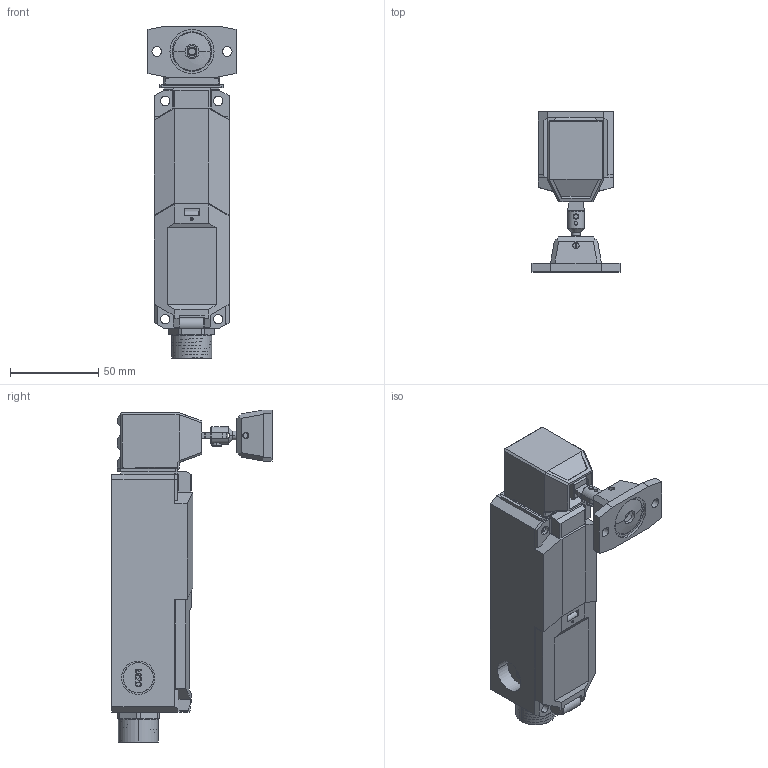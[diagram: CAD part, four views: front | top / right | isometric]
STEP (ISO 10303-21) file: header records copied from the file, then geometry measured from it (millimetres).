
FILE_DESCRIPTION((''),'2;1');
FILE_NAME('192571_ASM','2016-01-20T',('pdmadmin'),(''),'PRO/ENGINEER BY PARAMETRIC TECHNOLOGY CORPORATION, 2013230','PRO/ENGINEER BY PARAMETRIC TECHNOLOGY CORPORATION, 2013230','');
FILE_SCHEMA(('CONFIG_CONTROL_DESIGN'));
Products named in the file (23): SI_LS42_INTERLOCK_BODY_PART_4; SI_LS42_INTERLOCK_BODY_PART_14; SI_LS42_INTERLOCK_BODY_PART_1; SI_LS42_INTERLOCK_BODY_PART_13; SI_LS42_INTERLOCK_BODY_PART_12; SI_LS42_INTERLOCK_BODY_PART_11; SI_LS42_INTERLOCK_BODY_PART_5; SI_LS42_INTERLOCK_BODY_PART_7; SI_LS42_INTERLOCK_BODY_PART_15; 48562---SI-QM-SMFA__PART_1; 48562---SI-QM-SMFA__PART_2; 48562---SI-QM-SMFA__PART_3; 48562---SI-QM-SMFA__PART_4; 48562---SI-QM-SMFA__PART_5; 48562---SI-QM-SMFA__PART_4_ASM; 48562---SI-QM-SMFA__PART_6; 48562---SI-QM-SMFA__PART_7; 48562---SI-QM-SMFA__PART_8; 48562---SI-QM-SMFA__PART_9; 48562---SI-QM-SMFA__PART_10; 48562---SI-QM-SMFA_ASM; 65145; 192571_ASM
Assembly tree (22 placements, depth 4):
  192571_ASM
    SI_LS42_INTERLOCK_BODY_PART_4
    SI_LS42_INTERLOCK_BODY_PART_14
    SI_LS42_INTERLOCK_BODY_PART_1
    SI_LS42_INTERLOCK_BODY_PART_13
    SI_LS42_INTERLOCK_BODY_PART_12
    SI_LS42_INTERLOCK_BODY_PART_11
    SI_LS42_INTERLOCK_BODY_PART_5
    SI_LS42_INTERLOCK_BODY_PART_7
    SI_LS42_INTERLOCK_BODY_PART_15
    48562---SI-QM-SMFA_ASM
      48562---SI-QM-SMFA__PART_1
      48562---SI-QM-SMFA__PART_2
      48562---SI-QM-SMFA__PART_3
      48562---SI-QM-SMFA__PART_4_ASM
        48562---SI-QM-SMFA__PART_4
        48562---SI-QM-SMFA__PART_5
      48562---SI-QM-SMFA__PART_6
      48562---SI-QM-SMFA__PART_7
      48562---SI-QM-SMFA__PART_8
      48562---SI-QM-SMFA__PART_9
      48562---SI-QM-SMFA__PART_10
    65145
Bounding box: 50 x 91 x 188.62 mm (x, y, z)
Volume: 142979.2 mm3; surface area: 116121.8 mm2
Topology: 20 solids, 20 shells, 2455 faces, 6742 edges, 4391 vertices
Faces by surface type: plane 1804, cylinder 491, cone 72, torus 39, bspline 30, sphere 15, extrusion 4
Entity records: 84376 total; most frequent: CARTESIAN_POINT 21029, ORIENTED_EDGE 13444, DIRECTION 12562, EDGE_CURVE 6722, VECTOR 5308, LINE 5304, VERTEX_POINT 4391, AXIS2_PLACEMENT_3D 3627
